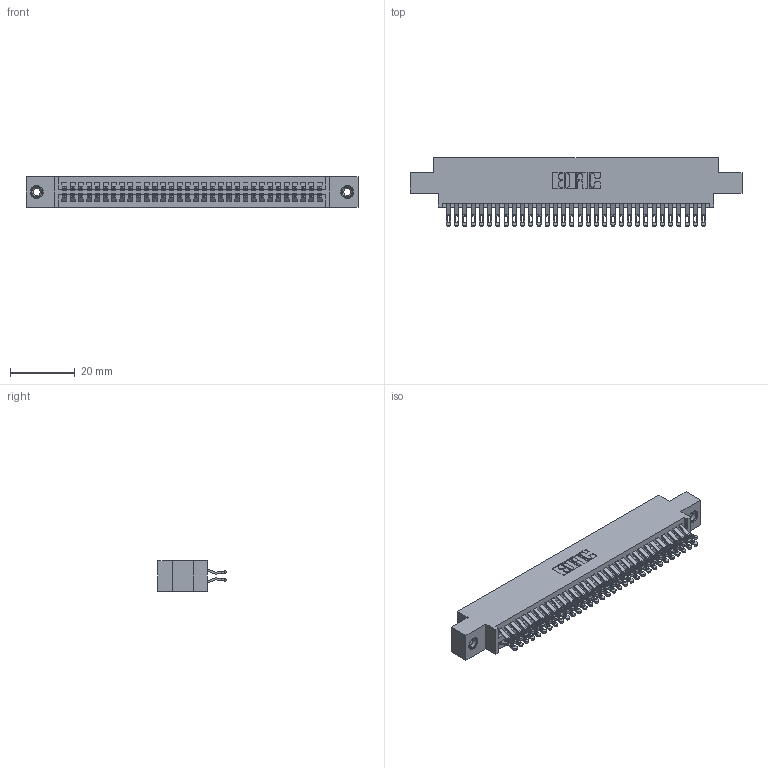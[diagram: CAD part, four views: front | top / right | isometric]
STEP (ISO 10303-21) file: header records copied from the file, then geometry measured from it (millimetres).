
FILE_DESCRIPTION (( 'STEP AP203' ), '1' );
FILE_NAME ('395-064-555-808.STEP', '2019-10-23T19:13:25', ( '' ), ( '' ), 'SwSTEP 2.0', 'SolidWorks 2016', '' );
FILE_SCHEMA (( 'CONFIG_CONTROL_DESIGN' ));
Length unit declared in the file: inch
Products named in the file (4): 345-292-001_555 Tail; 345-250-001_345-250-003-102; 395-064-555-808; 345 Part_0.170 Offset - 0.156 Dia-TI
Assembly tree (67 placements, depth 2):
  395-064-555-808
    345 Part_0.170 Offset - 0.156 Dia-TI
    345-292-001_555 Tail  x64
    345-250-001_345-250-003-102  x2
Bounding box: 102.49 x 21.13 x 9.4 mm (x, y, z)
Volume: 9928.8 mm3; surface area: 15285.3 mm2
Topology: 67 solids, 67 shells, 3774 faces, 11817 edges, 7870 vertices
Faces by surface type: plane 2100, cylinder 1658, cone 12, torus 4
Entity records: 28098 total; most frequent: CARTESIAN_POINT 4737, ORIENTED_EDGE 4634, DIRECTION 4183, EDGE_CURVE 2317, VECTOR 2017, LINE 2017, VERTEX_POINT 1540, AXIS2_PLACEMENT_3D 1083
